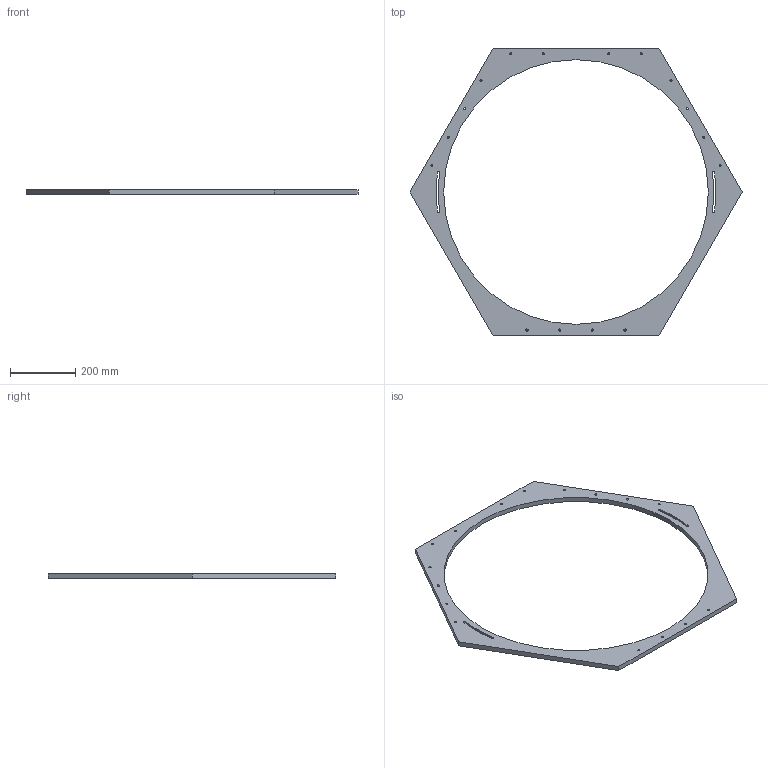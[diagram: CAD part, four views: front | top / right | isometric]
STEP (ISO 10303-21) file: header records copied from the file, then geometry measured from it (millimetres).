
FILE_DESCRIPTION(/* description */ (''),/* implementation_level */ '2;1');
FILE_NAME(/* name */ 'DP-120_v0.6.stp',/* time_stamp */ '2018-10-26T10:49:06+02:00',/* author */ ('Kathryn Rosie'),/* organization */ (''),/* preprocessor_version */ 'ST-DEVELOPER v16.5',/* originating_system */ 'Autodesk Inventor 2017',/* authorisation */ '');
FILE_SCHEMA (('AUTOMOTIVE_DESIGN { 1 0 10303 214 3 1 1 }'));
Length unit declared in the file: millimetre
Products named in the file (1): C7697-DP-120
Bounding box: 1016.14 x 880 x 15 mm (x, y, z)
Volume: 2298070.1 mm3; surface area: 403078 mm2
Topology: 1 solids, 1 shells, 33 faces, 93 edges, 62 vertices
Faces by surface type: cylinder 25, plane 8
Full cylindrical faces by diameter (mm): 6.4 x16, 810 x1
Entity records: 1125 total; most frequent: DIRECTION 194, CARTESIAN_POINT 172, ORIENTED_EDGE 152, EDGE_LOOP 88, AXIS2_PLACEMENT_3D 84, EDGE_CURVE 76, VERTEX_POINT 62, FACE_BOUND 55
